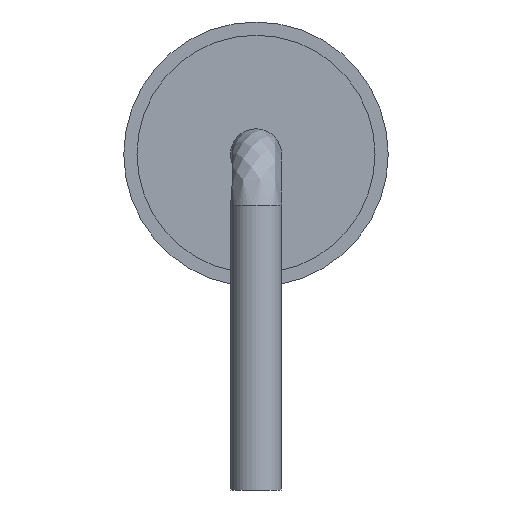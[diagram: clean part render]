
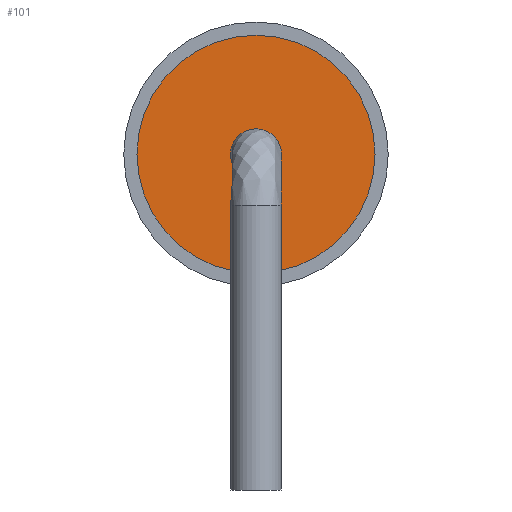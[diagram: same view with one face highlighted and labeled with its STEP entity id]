
A CAD part, left-side view. The second image highlights one B-rep face of the part: STEP entity #101.
In plain terms, the highlighted planar face has unit normal (-1, 0, 0).
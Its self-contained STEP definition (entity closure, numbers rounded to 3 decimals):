
#12=DIRECTION('',(0.,0.,1.));
#27=DIRECTION('',(1.,0.,0.));
#33=DIRECTION('',(0.,1.,0.));
#77=VERTEX_POINT('',#78);
#78=CARTESIAN_POINT('',(-1.77,1.17,1.3));
#81=ORIENTED_EDGE('',*,*,#82,.T.);
#82=EDGE_CURVE('',#77,#77,#83,.T.);
#83=CIRCLE('',#84,1.17);
#84=AXIS2_PLACEMENT_3D('',#85,#27,#33);
#85=CARTESIAN_POINT('',(-1.77,0.,1.3));
#101=ADVANCED_FACE('',(#102,#104),#113,.F.);
#102=FACE_BOUND('',#103,.F.);
#103=EDGE_LOOP('',(#81));
#104=FACE_BOUND('',#105,.F.);
#105=EDGE_LOOP('',(#106));
#106=ORIENTED_EDGE('',*,*,#107,.T.);
#107=EDGE_CURVE('',#108,#108,#110,.T.);
#108=VERTEX_POINT('',#109);
#109=CARTESIAN_POINT('',(-1.77,0.25,1.3));
#110=CIRCLE('',#111,0.25);
#111=AXIS2_PLACEMENT_3D('',#85,#112,#33);
#112=DIRECTION('',(-1.,0.,0.));
#113=PLANE('',#114);
#114=AXIS2_PLACEMENT_3D('',#115,#27,#12);
#115=CARTESIAN_POINT('',(-1.77,0.,1.3));
